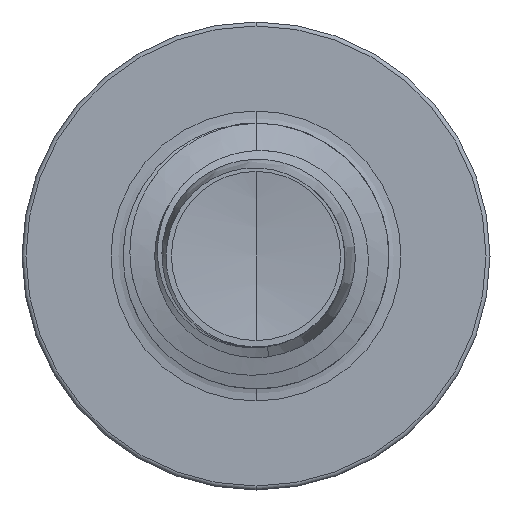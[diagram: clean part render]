
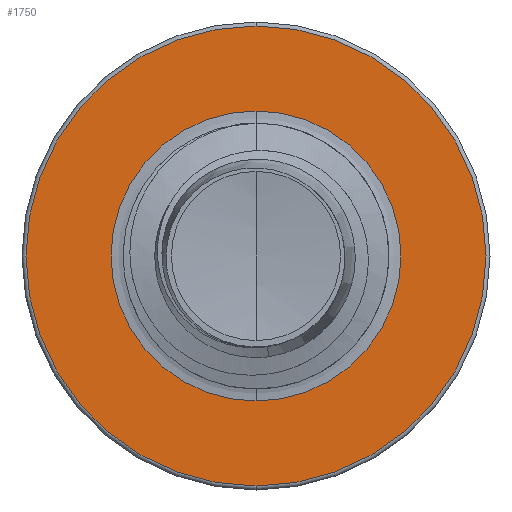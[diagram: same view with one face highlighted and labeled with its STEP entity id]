
A CAD part, front view. The second image highlights one B-rep face of the part: STEP entity #1750.
In plain terms, the highlighted planar face has unit normal (0, -1, 0).
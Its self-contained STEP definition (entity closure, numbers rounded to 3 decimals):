
#66 = PLANE ( 'NONE',  #684 ) ;
#89 = EDGE_CURVE ( 'NONE', #10930, #8196, #6239, .T. ) ;
#104 = VERTEX_POINT ( 'NONE', #6193 ) ;
#274 = ORIENTED_EDGE ( 'NONE', *, *, #89, .F. ) ;
#485 = AXIS2_PLACEMENT_3D ( 'NONE', #10857, #5385, #10915 ) ;
#608 = ORIENTED_EDGE ( 'NONE', *, *, #11784, .T. ) ;
#684 = AXIS2_PLACEMENT_3D ( 'NONE', #11096, #1172, #7905 ) ;
#735 = VERTEX_POINT ( 'NONE', #8317 ) ;
#1172 = DIRECTION ( 'NONE',  ( 0., 1., 0. ) ) ;
#1750 = ADVANCED_FACE ( 'NONE', ( #4367, #1980 ), #66, .F. ) ;
#1980 = FACE_BOUND ( 'NONE', #4591, .T. ) ;
#2759 = AXIS2_PLACEMENT_3D ( 'NONE', #3839, #9886, #4756 ) ;
#3227 = ORIENTED_EDGE ( 'NONE', *, *, #11673, .F. ) ;
#3398 = DIRECTION ( 'NONE',  ( 0., 1., 0. ) ) ;
#3619 = CIRCLE ( 'NONE', #6526, 2.162 ) ;
#3839 = CARTESIAN_POINT ( 'NONE',  ( 0., 2.25, 0. ) ) ;
#4226 = CIRCLE ( 'NONE', #2759, 1.363 ) ;
#4367 = FACE_OUTER_BOUND ( 'NONE', #8009, .T. ) ;
#4591 = EDGE_LOOP ( 'NONE', ( #8069, #608 ) ) ;
#4756 = DIRECTION ( 'NONE',  ( 0., 0., 1. ) ) ;
#5146 = DIRECTION ( 'NONE',  ( 0., 1., 0. ) ) ;
#5311 = CARTESIAN_POINT ( 'NONE',  ( 0., 2.25, 2.163 ) ) ;
#5385 = DIRECTION ( 'NONE',  ( 0., 1., 0. ) ) ;
#6193 = CARTESIAN_POINT ( 'NONE',  ( 0., 2.25, 1.363 ) ) ;
#6239 = CIRCLE ( 'NONE', #485, 2.162 ) ;
#6526 = AXIS2_PLACEMENT_3D ( 'NONE', #10261, #5146, #11078 ) ;
#7905 = DIRECTION ( 'NONE',  ( 0., 0., 1. ) ) ;
#8009 = EDGE_LOOP ( 'NONE', ( #274, #3227 ) ) ;
#8069 = ORIENTED_EDGE ( 'NONE', *, *, #11320, .T. ) ;
#8196 = VERTEX_POINT ( 'NONE', #11185 ) ;
#8268 = AXIS2_PLACEMENT_3D ( 'NONE', #8779, #3398, #9547 ) ;
#8317 = CARTESIAN_POINT ( 'NONE',  ( 0., 2.25, -1.363 ) ) ;
#8779 = CARTESIAN_POINT ( 'NONE',  ( 0., 2.25, 0. ) ) ;
#9547 = DIRECTION ( 'NONE',  ( 0., 0., 1. ) ) ;
#9886 = DIRECTION ( 'NONE',  ( 0., 1., 0. ) ) ;
#10229 = CIRCLE ( 'NONE', #8268, 1.363 ) ;
#10261 = CARTESIAN_POINT ( 'NONE',  ( 0., 2.25, 0. ) ) ;
#10857 = CARTESIAN_POINT ( 'NONE',  ( 0., 2.25, 0. ) ) ;
#10915 = DIRECTION ( 'NONE',  ( 0., 0., 1. ) ) ;
#10930 = VERTEX_POINT ( 'NONE', #5311 ) ;
#11078 = DIRECTION ( 'NONE',  ( 0., 0., 1. ) ) ;
#11096 = CARTESIAN_POINT ( 'NONE',  ( 0., 2.25, -1.363 ) ) ;
#11185 = CARTESIAN_POINT ( 'NONE',  ( 0., 2.25, -2.162 ) ) ;
#11320 = EDGE_CURVE ( 'NONE', #104, #735, #4226, .T. ) ;
#11673 = EDGE_CURVE ( 'NONE', #8196, #10930, #3619, .T. ) ;
#11784 = EDGE_CURVE ( 'NONE', #735, #104, #10229, .T. ) ;
